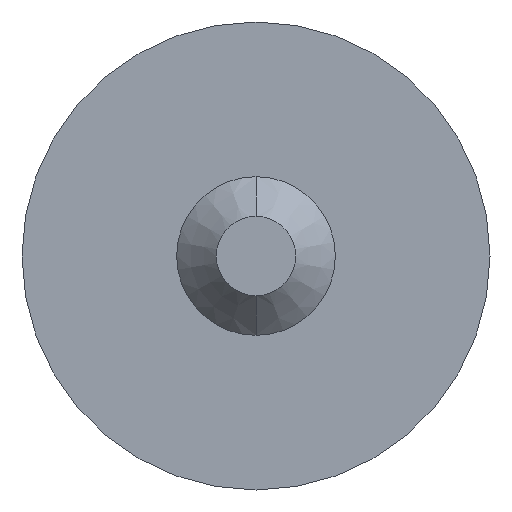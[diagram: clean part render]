
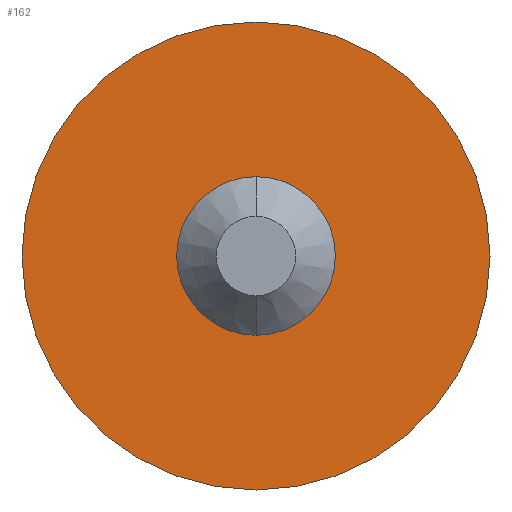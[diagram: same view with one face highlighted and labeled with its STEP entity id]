
A CAD part, front view. The second image highlights one B-rep face of the part: STEP entity #162.
In plain terms, the highlighted planar face has unit normal (0, -1, 0).
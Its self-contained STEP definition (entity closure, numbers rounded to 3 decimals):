
#1 = EDGE_LOOP ( 'NONE', ( #247, #362 ) ) ;
#39 = DIRECTION ( 'NONE',  ( 0., 0., -1. ) ) ;
#45 = CIRCLE ( 'NONE', #306, 1. ) ;
#52 = ORIENTED_EDGE ( 'NONE', *, *, #213, .T. ) ;
#55 = FACE_OUTER_BOUND ( 'NONE', #89, .T. ) ;
#70 = CARTESIAN_POINT ( 'NONE',  ( 0., 7., 0. ) ) ;
#73 = AXIS2_PLACEMENT_3D ( 'NONE', #297, #203, #241 ) ;
#89 = EDGE_LOOP ( 'NONE', ( #142, #52 ) ) ;
#110 = AXIS2_PLACEMENT_3D ( 'NONE', #320, #184, #39 ) ;
#124 = VERTEX_POINT ( 'NONE', #268 ) ;
#142 = ORIENTED_EDGE ( 'NONE', *, *, #240, .T. ) ;
#145 = VERTEX_POINT ( 'NONE', #326 ) ;
#151 = PLANE ( 'NONE',  #110 ) ;
#161 = DIRECTION ( 'NONE',  ( 0., 0., -1. ) ) ;
#162 = ADVANCED_FACE ( 'NONE', ( #55, #164 ), #151, .T. ) ;
#164 = FACE_BOUND ( 'NONE', #1, .T. ) ;
#171 = CARTESIAN_POINT ( 'NONE',  ( 0., 7., 0. ) ) ;
#174 = AXIS2_PLACEMENT_3D ( 'NONE', #171, #279, #255 ) ;
#184 = DIRECTION ( 'NONE',  ( 0., -1., 0. ) ) ;
#187 = DIRECTION ( 'NONE',  ( 0., -1., 0. ) ) ;
#188 = CARTESIAN_POINT ( 'NONE',  ( 0., 7., -1. ) ) ;
#195 = CIRCLE ( 'NONE', #174, 1. ) ;
#203 = DIRECTION ( 'NONE',  ( 0., -1., 0. ) ) ;
#213 = EDGE_CURVE ( 'NONE', #282, #145, #368, .T. ) ;
#216 = DIRECTION ( 'NONE',  ( 0., -1., 0. ) ) ;
#225 = CIRCLE ( 'NONE', #257, 2.95 ) ;
#240 = EDGE_CURVE ( 'NONE', #145, #282, #225, .T. ) ;
#241 = DIRECTION ( 'NONE',  ( 0., 0., -1. ) ) ;
#247 = ORIENTED_EDGE ( 'NONE', *, *, #348, .F. ) ;
#255 = DIRECTION ( 'NONE',  ( 0., 0., -1. ) ) ;
#257 = AXIS2_PLACEMENT_3D ( 'NONE', #70, #187, #361 ) ;
#260 = EDGE_CURVE ( 'NONE', #124, #271, #45, .T. ) ;
#268 = CARTESIAN_POINT ( 'NONE',  ( 0., 7., 1. ) ) ;
#271 = VERTEX_POINT ( 'NONE', #188 ) ;
#279 = DIRECTION ( 'NONE',  ( 0., -1., 0. ) ) ;
#282 = VERTEX_POINT ( 'NONE', #335 ) ;
#297 = CARTESIAN_POINT ( 'NONE',  ( 0., 7., 0. ) ) ;
#306 = AXIS2_PLACEMENT_3D ( 'NONE', #328, #216, #161 ) ;
#320 = CARTESIAN_POINT ( 'NONE',  ( 1., 7., 0. ) ) ;
#326 = CARTESIAN_POINT ( 'NONE',  ( 0., 7., -2.95 ) ) ;
#328 = CARTESIAN_POINT ( 'NONE',  ( 0., 7., 0. ) ) ;
#335 = CARTESIAN_POINT ( 'NONE',  ( 0., 7., 2.95 ) ) ;
#348 = EDGE_CURVE ( 'NONE', #271, #124, #195, .T. ) ;
#361 = DIRECTION ( 'NONE',  ( 0., 0., -1. ) ) ;
#362 = ORIENTED_EDGE ( 'NONE', *, *, #260, .F. ) ;
#368 = CIRCLE ( 'NONE', #73, 2.95 ) ;
